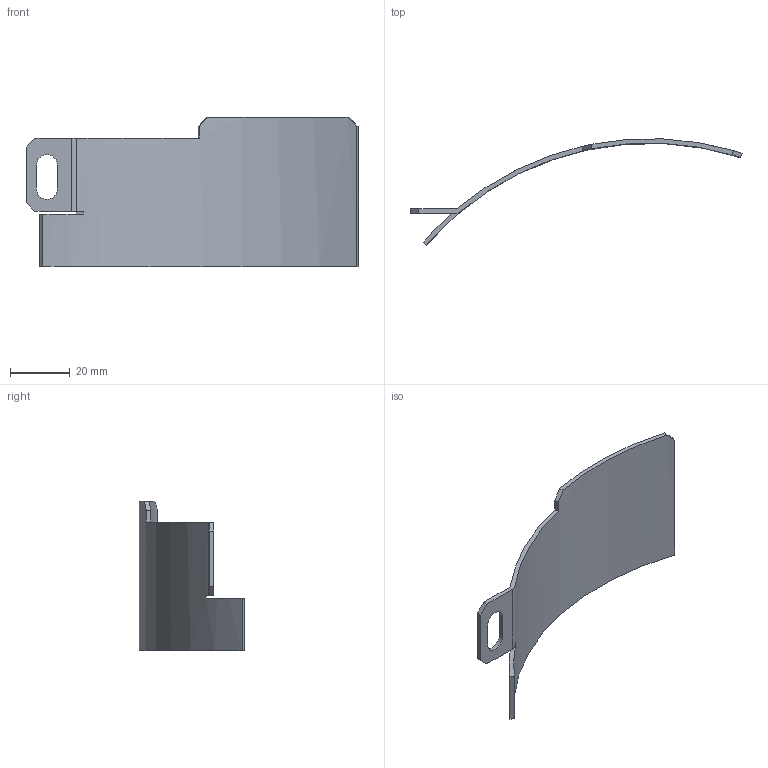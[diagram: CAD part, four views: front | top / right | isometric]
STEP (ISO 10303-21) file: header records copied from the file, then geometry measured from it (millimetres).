
FILE_DESCRIPTION (( 'STEP AP214' ), '1' );
FILE_NAME ('plech.STEP', '2020-02-26T05:09:36', ( '' ), ( '' ), 'SwSTEP 2.0', 'SolidWorks 2020', '' );
FILE_SCHEMA (( 'AUTOMOTIVE_DESIGN' ));
Length unit declared in the file: millimetre
Products named in the file (1): plech
Bounding box: 110.9 x 35.4 x 50 mm (x, y, z)
Volume: 7882.3 mm3; surface area: 11111.5 mm2
Topology: 1 solids, 1 shells, 24 faces, 66 edges, 44 vertices
Faces by surface type: plane 18, cylinder 6
Entity records: 809 total; most frequent: CARTESIAN_POINT 148, ORIENTED_EDGE 132, DIRECTION 129, EDGE_CURVE 66, VERTEX_POINT 44, VECTOR 43, AXIS2_PLACEMENT_3D 43, LINE 43
